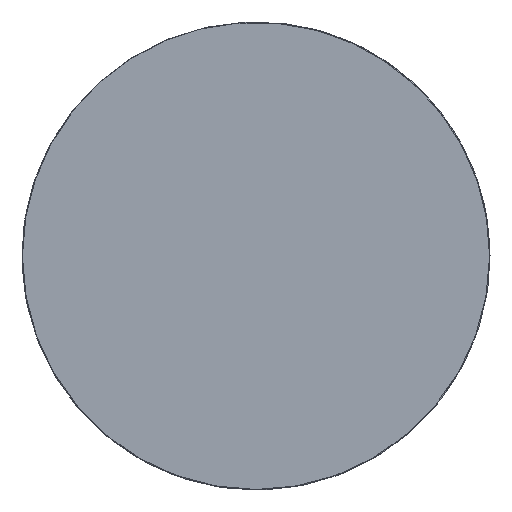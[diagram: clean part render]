
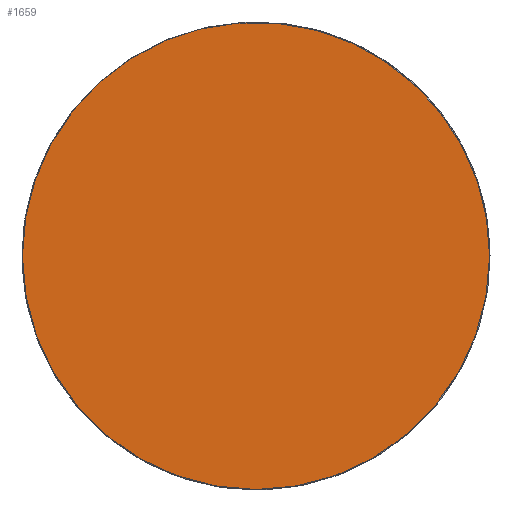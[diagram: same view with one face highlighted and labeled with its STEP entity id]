
A CAD part, front view. The second image highlights one B-rep face of the part: STEP entity #1659.
In plain terms, the highlighted planar face has unit normal (0, -1, 0).
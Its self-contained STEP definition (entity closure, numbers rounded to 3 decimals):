
#103=PLANE('',#1798);
#165=FACE_OUTER_BOUND('',#268,.T.);
#268=EDGE_LOOP('',(#1086,#1087,#1088));
#487=CIRCLE('',#1799,104.545);
#488=CIRCLE('',#1800,104.545);
#489=CIRCLE('',#1801,104.545);
#640=VERTEX_POINT('',#2595);
#641=VERTEX_POINT('',#2596);
#642=VERTEX_POINT('',#2598);
#816=EDGE_CURVE('',#640,#641,#487,.T.);
#817=EDGE_CURVE('',#642,#640,#488,.T.);
#818=EDGE_CURVE('',#641,#642,#489,.T.);
#1086=ORIENTED_EDGE('',*,*,#816,.F.);
#1087=ORIENTED_EDGE('',*,*,#817,.F.);
#1088=ORIENTED_EDGE('',*,*,#818,.F.);
#1659=ADVANCED_FACE('',(#165),#103,.T.);
#1798=AXIS2_PLACEMENT_3D('',#2594,#2077,#2078);
#1799=AXIS2_PLACEMENT_3D('',#2597,#2079,#2080);
#1800=AXIS2_PLACEMENT_3D('',#2599,#2081,#2082);
#1801=AXIS2_PLACEMENT_3D('',#2600,#2083,#2084);
#2077=DIRECTION('center_axis',(0.,-1.,0.));
#2078=DIRECTION('ref_axis',(0.,0.,-1.));
#2079=DIRECTION('center_axis',(0.,1.,0.));
#2080=DIRECTION('ref_axis',(-1.,0.,0.));
#2081=DIRECTION('center_axis',(0.,1.,0.));
#2082=DIRECTION('ref_axis',(-1.,0.,0.));
#2083=DIRECTION('center_axis',(0.,1.,0.));
#2084=DIRECTION('ref_axis',(-1.,0.,0.));
#2594=CARTESIAN_POINT('Origin',(-104.545,-5.205,0.));
#2595=CARTESIAN_POINT('',(-104.545,-5.205,0.));
#2596=CARTESIAN_POINT('',(-56.091,-5.205,88.223));
#2597=CARTESIAN_POINT('Origin',(0.,-5.205,0.));
#2598=CARTESIAN_POINT('',(104.545,-5.205,0.));
#2599=CARTESIAN_POINT('Origin',(0.,-5.205,0.));
#2600=CARTESIAN_POINT('Origin',(0.,-5.205,0.));
